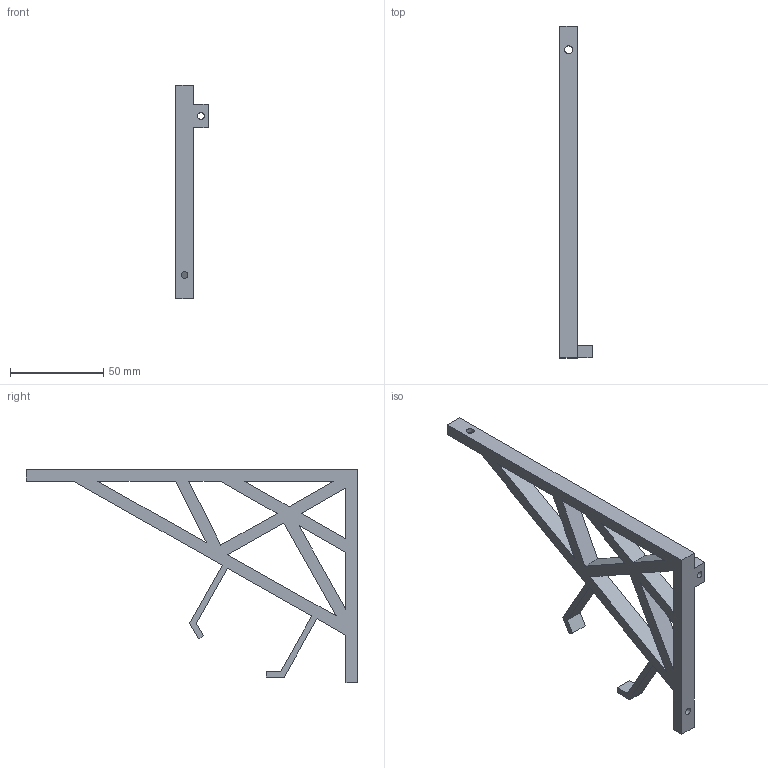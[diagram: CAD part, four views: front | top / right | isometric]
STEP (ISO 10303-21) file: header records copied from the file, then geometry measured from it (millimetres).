
FILE_DESCRIPTION(/* description */ (''),/* implementation_level */ '2;1');
FILE_NAME(/* name */ 'Right-Shelf-Bracket.step',/* time_stamp */ '2024-08-14T19:46:27-04:00',/* author */ (''),/* organization */ (''),/* preprocessor_version */ 'ST-DEVELOPER v20',/* originating_system */ 'Autodesk Translation Framework v13.14.0.145',/* authorisation */ '');
FILE_SCHEMA (('AUTOMOTIVE_DESIGN { 1 0 10303 214 3 1 1 }'));
Length unit declared in the file: inch
Products named in the file (1): Right-Shelf-Bracket
Bounding box: 17.46 x 177.8 x 114.3 mm (x, y, z)
Volume: 44085.7 mm3; surface area: 23230.8 mm2
Topology: 1 solids, 1 shells, 51 faces, 144 edges, 95 vertices
Faces by surface type: plane 45, cylinder 4, cone 2
Full cylindrical faces by diameter (mm): 3.581 x2, 4.216 x1, 6.9 x1
Entity records: 1702 total; most frequent: CARTESIAN_POINT 291, ORIENTED_EDGE 288, DIRECTION 258, EDGE_CURVE 144, LINE 134, VECTOR 134, VERTEX_POINT 95, EDGE_LOOP 69
